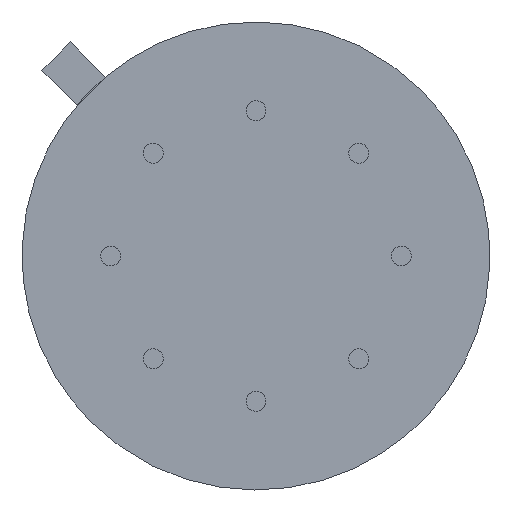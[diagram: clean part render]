
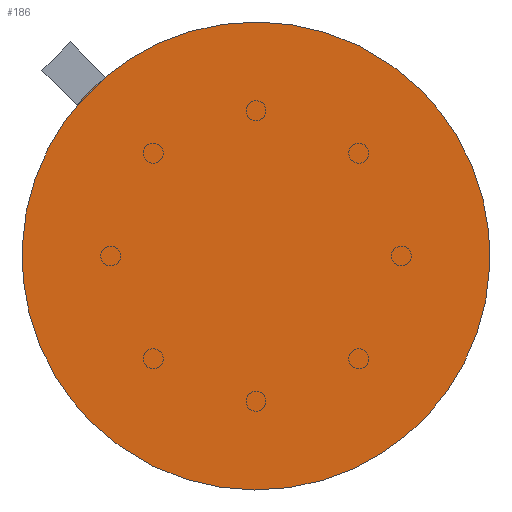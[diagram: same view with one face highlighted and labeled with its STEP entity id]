
A CAD part, front view. The second image highlights one B-rep face of the part: STEP entity #186.
In plain terms, the highlighted planar face has unit normal (0, -1, 0).
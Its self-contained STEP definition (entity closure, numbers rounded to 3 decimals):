
#35=PLANE('',#628);
#186=ADVANCED_FACE('',(#219),#35,.T.);
#219=FACE_OUTER_BOUND('',#252,.T.);
#252=EDGE_LOOP('',(#356,#357));
#356=ORIENTED_EDGE('',*,*,#450,.T.);
#357=ORIENTED_EDGE('',*,*,#453,.T.);
#450=EDGE_CURVE('',#571,#573,#526,.T.);
#453=EDGE_CURVE('',#573,#571,#529,.T.);
#526=(
BOUNDED_CURVE()
B_SPLINE_CURVE(2,(#1343,#1344,#1345,#1346,#1347),.UNSPECIFIED.,.F.,.F.)
B_SPLINE_CURVE_WITH_KNOTS((3,2,3),(0.,7.383,14.765),
 .UNSPECIFIED.)
CURVE()
GEOMETRIC_REPRESENTATION_ITEM()
RATIONAL_B_SPLINE_CURVE((1.,0.707,1.,0.707,1.))
REPRESENTATION_ITEM('')
);
#529=(
BOUNDED_CURVE()
B_SPLINE_CURVE(2,(#1355,#1356,#1357,#1358,#1359),.UNSPECIFIED.,.F.,.F.)
B_SPLINE_CURVE_WITH_KNOTS((3,2,3),(14.765,22.148,29.531),
 .UNSPECIFIED.)
CURVE()
GEOMETRIC_REPRESENTATION_ITEM()
RATIONAL_B_SPLINE_CURVE((1.,0.707,1.,0.707,1.))
REPRESENTATION_ITEM('')
);
#571=VERTEX_POINT('',#1333);
#573=VERTEX_POINT('',#1335);
#628=AXIS2_PLACEMENT_3D('',#1321,#641,$);
#641=DIRECTION('',(0.,-1.,0.));
#1321=CARTESIAN_POINT('',(0.,0.,-8.309));
#1333=CARTESIAN_POINT('',(3.323,0.,3.323));
#1335=CARTESIAN_POINT('',(-3.323,0.,-3.323));
#1343=CARTESIAN_POINT('',(3.323,0.,3.323));
#1344=CARTESIAN_POINT('',(0.,0.,6.647));
#1345=CARTESIAN_POINT('',(-3.323,0.,3.323));
#1346=CARTESIAN_POINT('',(-6.647,0.,0.));
#1347=CARTESIAN_POINT('',(-3.323,0.,-3.323));
#1355=CARTESIAN_POINT('',(-3.323,0.,-3.323));
#1356=CARTESIAN_POINT('',(0.,0.,-6.647));
#1357=CARTESIAN_POINT('',(3.323,0.,-3.323));
#1358=CARTESIAN_POINT('',(6.647,0.,0.));
#1359=CARTESIAN_POINT('',(3.323,0.,3.323));
